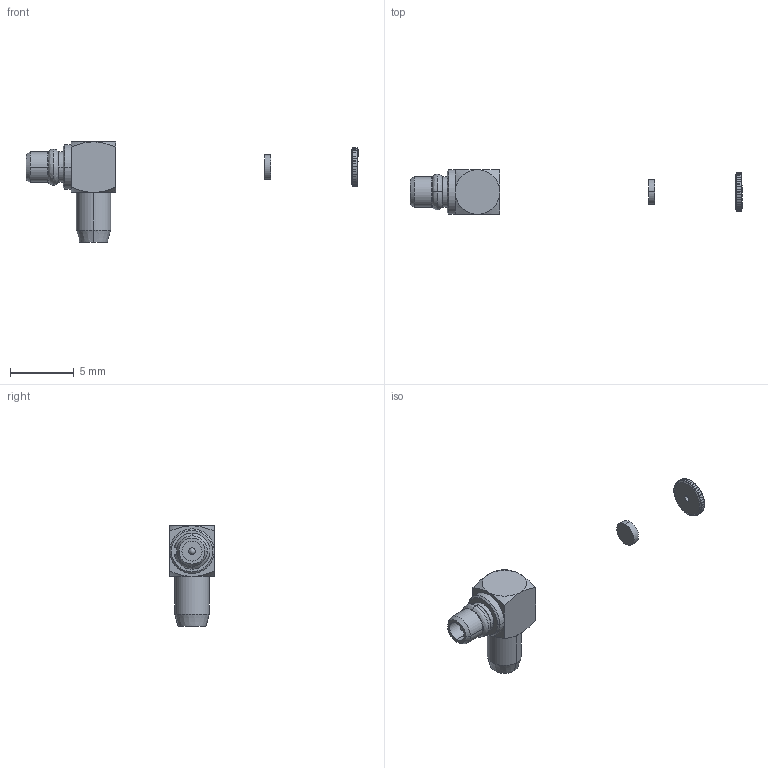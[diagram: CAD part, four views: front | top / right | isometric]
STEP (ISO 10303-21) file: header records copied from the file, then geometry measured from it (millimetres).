
FILE_DESCRIPTION (( 'STEP AP214' ), '1' );
FILE_NAME ('SC9535_3D.step', '2024-07-11T18:47:22', ( '' ), ( '' ), 'SwSTEP 2.0', 'SolidWorks 2022', '' );
FILE_SCHEMA (( 'AUTOMOTIVE_DESIGN' ));
Length unit declared in the file: inch
Products named in the file (4): Copy of PE4898^SC9535_sans ferrule; Copy of PE4898_cap^SC9535; SC9535_3D; Copy of PE4898_insulator^SC9535
Assembly tree (3 placements, depth 2):
  SC9535_3D
    Copy of PE4898^SC9535_sans ferrule
    Copy of PE4898_cap^SC9535
    Copy of PE4898_insulator^SC9535
Bounding box: 26.11 x 3.51 x 7.9 mm (x, y, z)
Volume: 82 mm3; surface area: 211.5 mm2
Topology: 4 solids, 4 shells, 205 faces, 548 edges, 356 vertices
Faces by surface type: plane 112, cylinder 68, cone 18, bspline 7
Entity records: 6857 total; most frequent: CARTESIAN_POINT 1834, ORIENTED_EDGE 1092, DIRECTION 921, EDGE_CURVE 546, AXIS2_PLACEMENT_3D 371, VERTEX_POINT 356, EDGE_LOOP 214, ADVANCED_FACE 205
